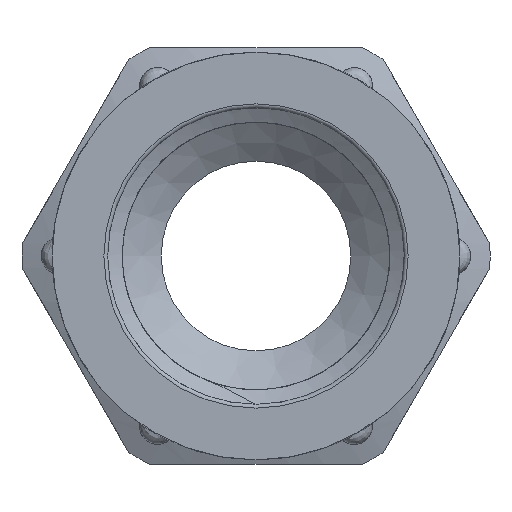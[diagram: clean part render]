
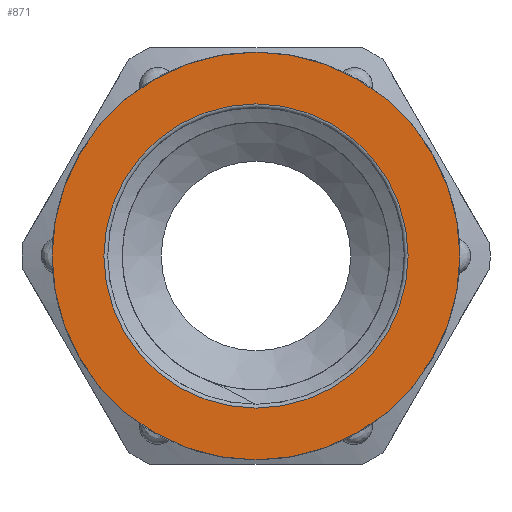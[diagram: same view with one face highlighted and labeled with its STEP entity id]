
A CAD part, left-side view. The second image highlights one B-rep face of the part: STEP entity #871.
In plain terms, the highlighted planar face has unit normal (-1, 0, 0).
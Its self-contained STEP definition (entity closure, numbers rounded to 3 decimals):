
#28=PLANE('',#952);
#38=FACE_BOUND('',#254,.T.);
#196=FACE_OUTER_BOUND('',#253,.T.);
#253=EDGE_LOOP('',(#769));
#254=EDGE_LOOP('',(#770));
#295=CIRCLE('',#951,8.026);
#296=CIRCLE('',#953,10.76);
#432=VERTEX_POINT('',#4200);
#433=VERTEX_POINT('',#4203);
#559=EDGE_CURVE('',#432,#432,#295,.T.);
#560=EDGE_CURVE('',#433,#433,#296,.T.);
#769=ORIENTED_EDGE('',*,*,#560,.F.);
#770=ORIENTED_EDGE('',*,*,#559,.T.);
#871=ADVANCED_FACE('',(#196,#38),#28,.T.);
#951=AXIS2_PLACEMENT_3D('',#4201,#1135,#1136);
#952=AXIS2_PLACEMENT_3D('',#4202,#1137,#1138);
#953=AXIS2_PLACEMENT_3D('',#4204,#1139,#1140);
#1135=DIRECTION('center_axis',(1.,0.,0.));
#1136=DIRECTION('ref_axis',(0.,0.,-1.));
#1137=DIRECTION('center_axis',(-1.,0.,0.));
#1138=DIRECTION('ref_axis',(0.,0.,1.));
#1139=DIRECTION('center_axis',(1.,0.,0.));
#1140=DIRECTION('ref_axis',(0.,0.,-1.));
#4200=CARTESIAN_POINT('',(-23.,8.026,0.));
#4201=CARTESIAN_POINT('Origin',(-23.,0.,0.));
#4202=CARTESIAN_POINT('Origin',(-23.,10.76,0.));
#4203=CARTESIAN_POINT('',(-23.,10.76,0.));
#4204=CARTESIAN_POINT('Origin',(-23.,0.,0.));
